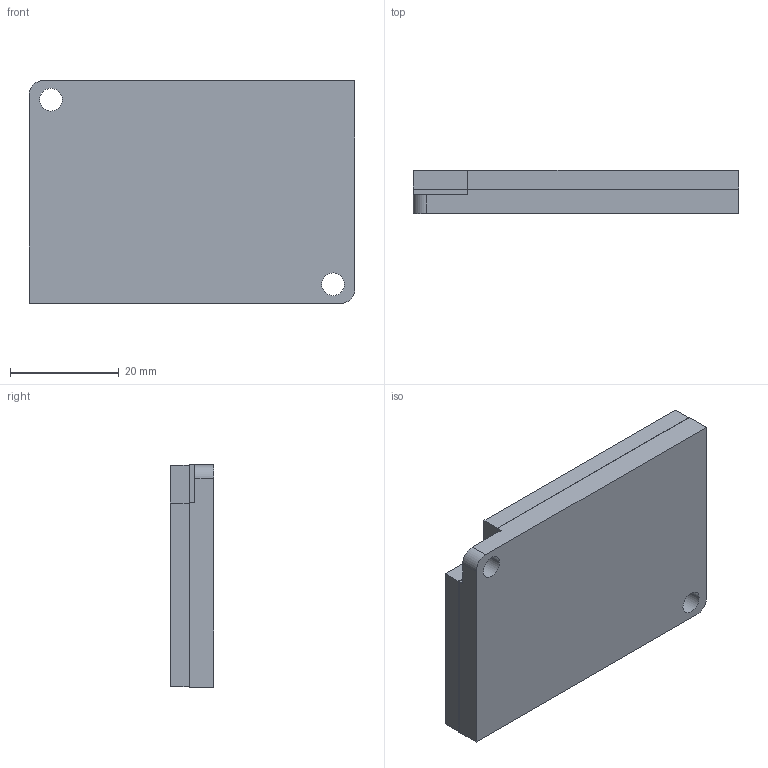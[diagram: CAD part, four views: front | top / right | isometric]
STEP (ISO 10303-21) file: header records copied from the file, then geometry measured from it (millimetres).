
FILE_DESCRIPTION((''),'2;1');
FILE_NAME('DBCAD6679_227330_SW0001','2019-08-07T10:02:23',('cmozuch'),(''),'CREO PARAMETRIC BY PTC INC, 2018420','CREO PARAMETRIC BY PTC INC, 2018420','');
FILE_SCHEMA(('CONFIG_CONTROL_DESIGN','SHAPE_APPEARANCE_LAYERS_GROUPS'));
Length unit declared in the file: millimetre
Products named in the file (1): DBCAD6679_227330_SW0001
Bounding box: 60 x 8 x 41 mm (x, y, z)
Surface area: 6548.6 mm2 (no closed solid volume)
Topology: 0 solids, 3 shells, 27 faces, 88 edges, 64 vertices
Faces by surface type: plane 21, cylinder 6
Entity records: 1222 total; most frequent: CARTESIAN_POINT 179, DIRECTION 154, ORIENTED_EDGE 144, EDGE_CURVE 88, VECTOR 76, LINE 76, VERTEX_POINT 64, AXIS2_PLACEMENT_3D 39
